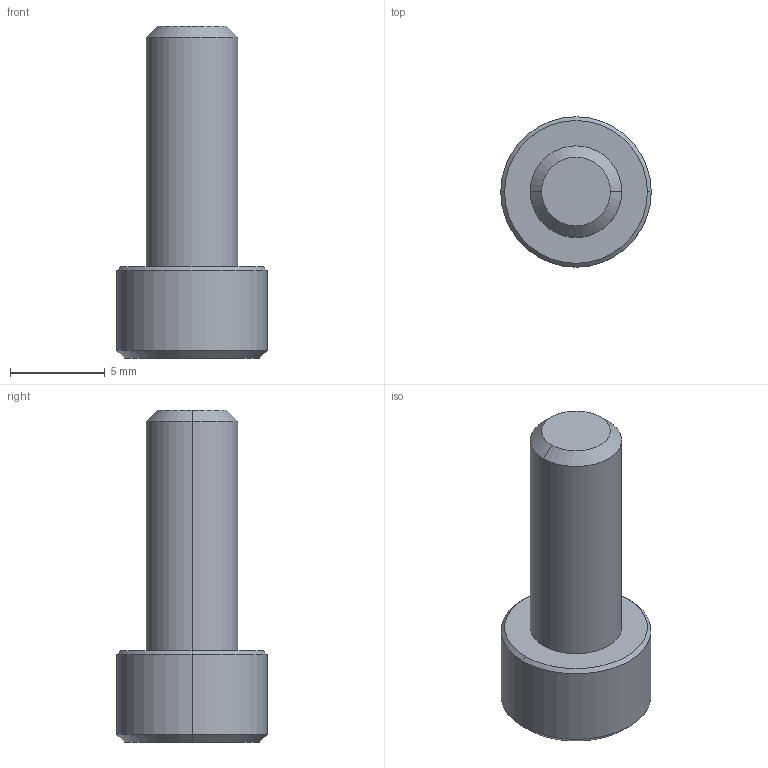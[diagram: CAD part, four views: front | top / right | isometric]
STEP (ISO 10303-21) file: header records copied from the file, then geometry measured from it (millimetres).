
FILE_DESCRIPTION (( 'STEP AP203' ), '1' );
FILE_NAME ('REV-29-2914.STEP', '2022-08-16T15:36:20', ( '' ), ( '' ), 'SwSTEP 2.0', 'SolidWorks 2022', '' );
FILE_SCHEMA (( 'CONFIG_CONTROL_DESIGN' ));
Length unit declared in the file: inch
Products named in the file (1): REV-29-2914
Bounding box: 7.94 x 7.94 x 17.53 mm (x, y, z)
Volume: 425.3 mm3; surface area: 436.5 mm2
Topology: 1 solids, 1 shells, 27 faces, 51 edges, 28 vertices
Faces by surface type: cone 13, plane 10, cylinder 4
Entity records: 790 total; most frequent: CARTESIAN_POINT 170, DIRECTION 121, ORIENTED_EDGE 102, EDGE_CURVE 51, AXIS2_PLACEMENT_3D 49, EDGE_LOOP 29, VERTEX_POINT 28, FACE_OUTER_BOUND 27
